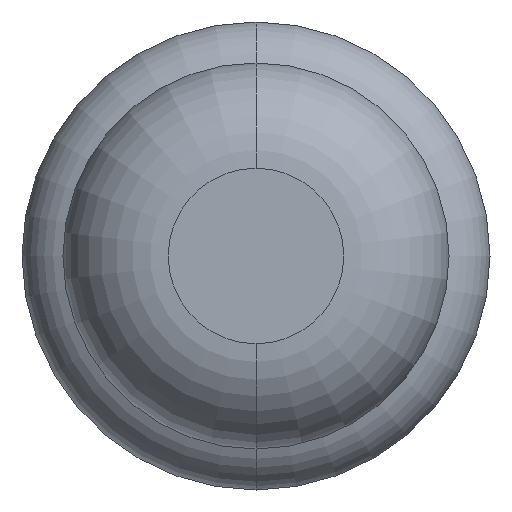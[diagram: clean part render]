
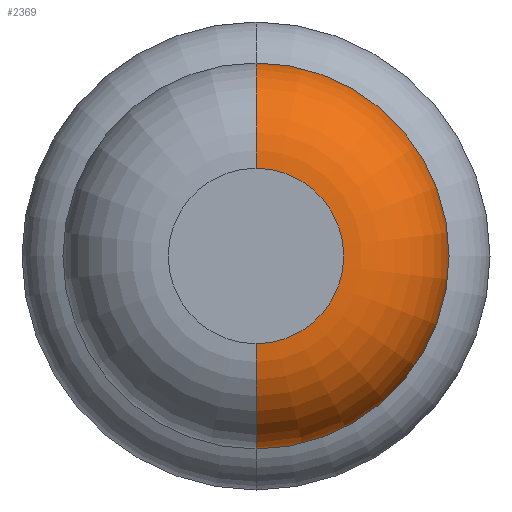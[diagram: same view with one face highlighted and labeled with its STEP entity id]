
A CAD part, front view. The second image highlights one B-rep face of the part: STEP entity #2369.
In plain terms, the highlighted toroidal (fillet/blend) face has major radius 0.375 mm and minor radius 0.45 mm.
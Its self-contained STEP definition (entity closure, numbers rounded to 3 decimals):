
#69 = CARTESIAN_POINT ( 'NONE',  ( 0., -28.55, 0.375 ) ) ;
#81 = AXIS2_PLACEMENT_3D ( 'NONE', #3424, #3465, #1549 ) ;
#261 = DIRECTION ( 'NONE',  ( 0., 0., -1. ) ) ;
#282 = CARTESIAN_POINT ( 'NONE',  ( 0., -28.55, 0.825 ) ) ;
#330 = VERTEX_POINT ( 'NONE', #3509 ) ;
#586 = DIRECTION ( 'NONE',  ( 0., 0., 1. ) ) ;
#599 = EDGE_CURVE ( 'NONE', #330, #1385, #2597, .T. ) ;
#709 = VERTEX_POINT ( 'NONE', #3303 ) ;
#733 = EDGE_LOOP ( 'NONE', ( #2034, #3529, #2984, #2585 ) ) ;
#975 = FACE_OUTER_BOUND ( 'NONE', #733, .T. ) ;
#999 = CARTESIAN_POINT ( 'NONE',  ( 0., -29., -0.375 ) ) ;
#1228 = CARTESIAN_POINT ( 'NONE',  ( 0., -28.55, 0. ) ) ;
#1371 = TOROIDAL_SURFACE ( 'NONE', #2712, 0.375, 0.45 ) ;
#1385 = VERTEX_POINT ( 'NONE', #282 ) ;
#1549 = DIRECTION ( 'NONE',  ( 0., 0., 1. ) ) ;
#1557 = CIRCLE ( 'NONE', #2663, 0.45 ) ;
#1788 = EDGE_CURVE ( 'Defeature ausgef�hrt1_8+Defeature ausgef�hrt1_7+Defeature ausgef�hrt1_7+Defeature ausgef�hrt1_7', #330, #2348, #2211, .T. ) ;
#1804 = CARTESIAN_POINT ( 'NONE',  ( 0., -28.55, -0.375 ) ) ;
#1928 = DIRECTION ( 'NONE',  ( 0., 1., 0. ) ) ;
#2034 = ORIENTED_EDGE ( 'NONE', *, *, #1788, .T. ) ;
#2072 = AXIS2_PLACEMENT_3D ( 'NONE', #69, #3550, #2964 ) ;
#2211 = CIRCLE ( 'NONE', #81, 0.375 ) ;
#2268 = CARTESIAN_POINT ( 'NONE',  ( 0., -28.55, 0. ) ) ;
#2348 = VERTEX_POINT ( 'NONE', #999 ) ;
#2369 = ADVANCED_FACE ( 'Defeature ausgef�hrt1_8', ( #975 ), #1371, .T. ) ;
#2585 = ORIENTED_EDGE ( 'NONE', *, *, #599, .F. ) ;
#2597 = CIRCLE ( 'NONE', #2072, 0.45 ) ;
#2663 = AXIS2_PLACEMENT_3D ( 'NONE', #1804, #2781, #261 ) ;
#2712 = AXIS2_PLACEMENT_3D ( 'NONE', #2268, #1928, #3267 ) ;
#2781 = DIRECTION ( 'NONE',  ( 1., 0., 0. ) ) ;
#2964 = DIRECTION ( 'NONE',  ( 0., 0., 1. ) ) ;
#2984 = ORIENTED_EDGE ( 'NONE', *, *, #3495, .F. ) ;
#3150 = DIRECTION ( 'NONE',  ( 0., 1., 0. ) ) ;
#3227 = CIRCLE ( 'NONE', #3963, 0.825 ) ;
#3267 = DIRECTION ( 'NONE',  ( 0., 0., 1. ) ) ;
#3303 = CARTESIAN_POINT ( 'NONE',  ( 0., -28.55, -0.825 ) ) ;
#3424 = CARTESIAN_POINT ( 'NONE',  ( 0., -29., 0. ) ) ;
#3465 = DIRECTION ( 'NONE',  ( 0., 1., 0. ) ) ;
#3495 = EDGE_CURVE ( 'Defeature ausgef�hrt1_9+Defeature ausgef�hrt1_8+Defeature ausgef�hrt1_8+Defeature ausgef�hrt1_8', #1385, #709, #3227, .T. ) ;
#3509 = CARTESIAN_POINT ( 'NONE',  ( 0., -29., 0.375 ) ) ;
#3529 = ORIENTED_EDGE ( 'NONE', *, *, #3850, .T. ) ;
#3550 = DIRECTION ( 'NONE',  ( -1., 0., 0. ) ) ;
#3850 = EDGE_CURVE ( 'NONE', #2348, #709, #1557, .T. ) ;
#3963 = AXIS2_PLACEMENT_3D ( 'NONE', #1228, #3150, #586 ) ;
